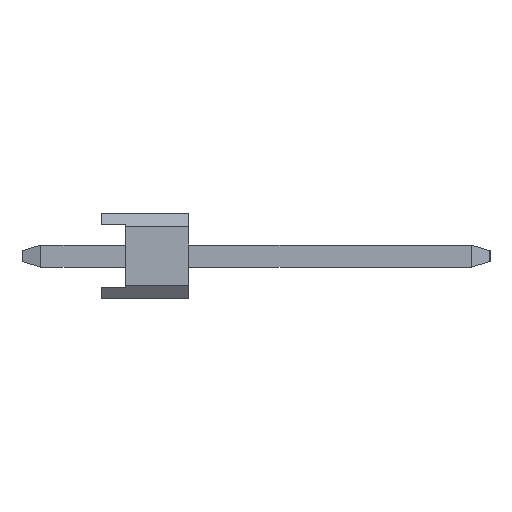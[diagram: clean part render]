
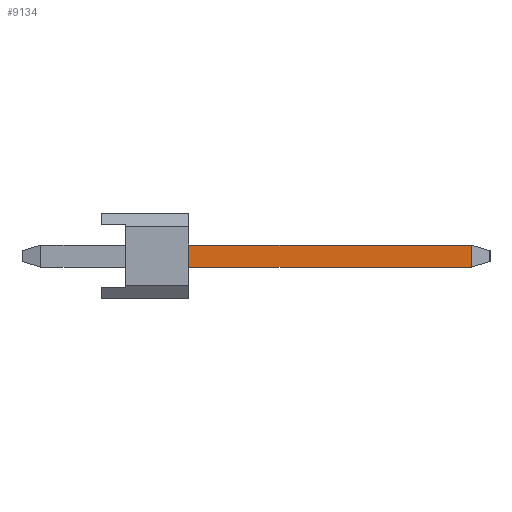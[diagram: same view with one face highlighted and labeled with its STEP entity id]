
A CAD part, left-side view. The second image highlights one B-rep face of the part: STEP entity #9134.
In plain terms, the highlighted planar face has unit normal (-1, 0, 0).
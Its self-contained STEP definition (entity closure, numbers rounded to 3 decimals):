
#4058=EDGE_CURVE('',#4306,#7618,#10892,.T.);
#4306=VERTEX_POINT('',#11161);
#4898=EDGE_CURVE('',#10052,#4306,#11809,.T.);
#5096=VERTEX_POINT('',#12027);
#6874=EDGE_CURVE('',#5096,#10052,#13981,.T.);
#7618=VERTEX_POINT('',#14821);
#7668=EDGE_CURVE('',#7618,#5096,#14879,.T.);
#9134=ADVANCED_FACE('',(#16510),#16511,.T.);
#10052=VERTEX_POINT('',#17517);
#10892=LINE('',#18684,#18685);
#11161=CARTESIAN_POINT('',(-26.99,-2.54,0.32));
#11809=LINE('',#20021,#20022);
#12027=CARTESIAN_POINT('',(-26.99,-10.744,-0.32));
#13981=LINE('',#23209,#23210);
#14821=CARTESIAN_POINT('',(-26.99,-10.744,0.32));
#14879=LINE('',#24483,#24484);
#16510=FACE_OUTER_BOUND('',#26819,.T.);
#16511=PLANE('',#26820);
#17517=CARTESIAN_POINT('',(-26.99,-2.54,-0.32));
#18684=CARTESIAN_POINT('',(-26.99,-4.49,0.32));
#18685=VECTOR('',#29100,1.0);
#20021=CARTESIAN_POINT('',(-26.99,-2.54,0.252));
#20022=VECTOR('',#29938,1.0);
#23209=CARTESIAN_POINT('',(-26.99,1.764,-0.32));
#23210=VECTOR('',#32072,1.0);
#24483=CARTESIAN_POINT('',(-26.99,-10.744,0.5));
#24484=VECTOR('',#33196,1.0);
#26819=EDGE_LOOP('',(#34988,#34989,#34990,#34991));
#26820=AXIS2_PLACEMENT_3D('',#34992,#34993,#34994);
#29100=DIRECTION('',(0.,-1.0,0.));
#29938=DIRECTION('',(0.,0.,1.0));
#32072=DIRECTION('',(0.,1.0,0.));
#33196=DIRECTION('',(0.0,0.,-1.0));
#34988=ORIENTED_EDGE('',*,*,#4898,.F.);
#34989=ORIENTED_EDGE('',*,*,#6874,.F.);
#34990=ORIENTED_EDGE('',*,*,#7668,.F.);
#34991=ORIENTED_EDGE('',*,*,#4058,.F.);
#34992=CARTESIAN_POINT('',(-26.99,1.764,0.5));
#34993=DIRECTION('',(-1.0,0.,0.));
#34994=DIRECTION('',(0.,1.0,0.));
